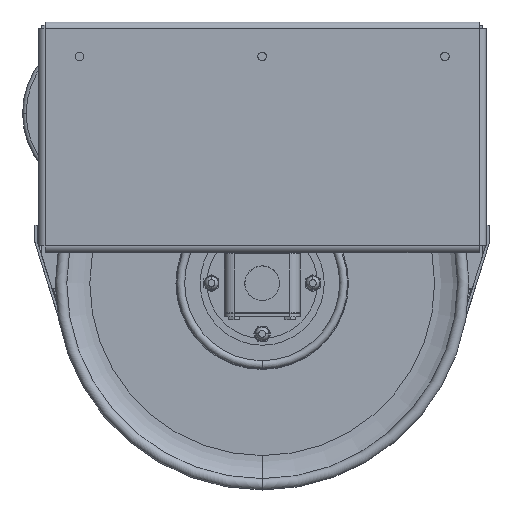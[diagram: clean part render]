
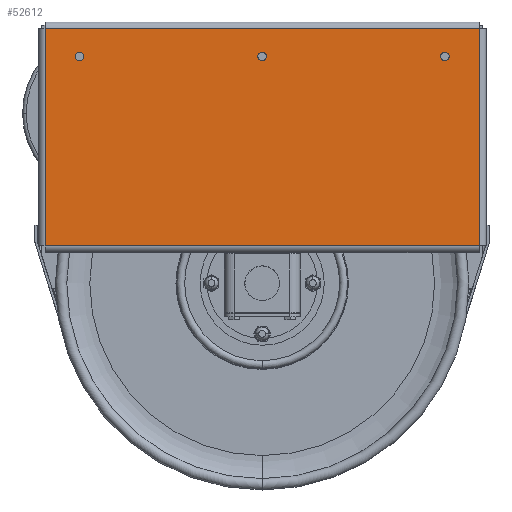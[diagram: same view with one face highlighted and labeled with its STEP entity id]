
A CAD part, front view. The second image highlights one B-rep face of the part: STEP entity #52612.
In plain terms, the highlighted planar face has unit normal (0, -1, 0).
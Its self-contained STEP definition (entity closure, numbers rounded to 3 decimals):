
#16108=DIRECTION('',(-1.,0.,0.));
#16109=VECTOR('',#16108,15.75);
#16110=CARTESIAN_POINT('',(16.,0.,-0.25));
#16111=LINE('',#16110,#16109);
#16116=CARTESIAN_POINT('',(8.125,0.,-1.25));
#16117=DIRECTION('',(0.,1.,0.));
#16118=DIRECTION('',(1.,0.,0.));
#16119=AXIS2_PLACEMENT_3D('',#16116,#16117,#16118);
#16121=CARTESIAN_POINT('',(8.125,0.,-1.25));
#16122=DIRECTION('',(0.,1.,0.));
#16123=DIRECTION('',(-1.,0.,0.));
#16124=AXIS2_PLACEMENT_3D('',#16121,#16122,#16123);
#16126=CARTESIAN_POINT('',(1.5,0.,-1.25));
#16127=DIRECTION('',(0.,1.,0.));
#16128=DIRECTION('',(1.,0.,0.));
#16129=AXIS2_PLACEMENT_3D('',#16126,#16127,#16128);
#16131=CARTESIAN_POINT('',(1.5,0.,-1.25));
#16132=DIRECTION('',(0.,1.,0.));
#16133=DIRECTION('',(-1.,0.,0.));
#16134=AXIS2_PLACEMENT_3D('',#16131,#16132,#16133);
#16136=CARTESIAN_POINT('',(14.75,0.,-1.25));
#16137=DIRECTION('',(0.,1.,0.));
#16138=DIRECTION('',(1.,0.,0.));
#16139=AXIS2_PLACEMENT_3D('',#16136,#16137,#16138);
#16141=CARTESIAN_POINT('',(14.75,0.,-1.25));
#16142=DIRECTION('',(0.,1.,0.));
#16143=DIRECTION('',(-1.,0.,0.));
#16144=AXIS2_PLACEMENT_3D('',#16141,#16142,#16143);
#16154=DIRECTION('',(1.,0.,0.));
#16155=VECTOR('',#16154,15.75);
#16156=CARTESIAN_POINT('',(0.25,0.,-8.125));
#16157=LINE('',#16156,#16155);
#18910=DIRECTION('',(0.,0.,1.));
#18911=VECTOR('',#18910,7.875);
#18912=CARTESIAN_POINT('',(16.,0.,-8.125));
#18913=LINE('',#18912,#18911);
#19095=DIRECTION('',(0.,0.,-1.));
#19096=VECTOR('',#19095,7.875);
#19097=CARTESIAN_POINT('',(0.25,0.,-0.25));
#19098=LINE('',#19097,#19096);
#29590=CARTESIAN_POINT('',(0.25,0.,-8.125));
#29591=CARTESIAN_POINT('',(16.,0.,-8.125));
#29592=VERTEX_POINT('',#29590);
#29593=VERTEX_POINT('',#29591);
#29594=CARTESIAN_POINT('',(0.25,0.,-0.25));
#29595=VERTEX_POINT('',#29594);
#29596=CARTESIAN_POINT('',(16.,0.,-0.25));
#29597=VERTEX_POINT('',#29596);
#29715=CARTESIAN_POINT('',(8.281,0.,-1.25));
#29717=VERTEX_POINT('',#29715);
#29718=CARTESIAN_POINT('',(7.969,0.,-1.25));
#29720=VERTEX_POINT('',#29718);
#29723=CARTESIAN_POINT('',(1.656,0.,-1.25));
#29725=VERTEX_POINT('',#29723);
#29726=CARTESIAN_POINT('',(1.344,0.,-1.25));
#29728=VERTEX_POINT('',#29726);
#29731=CARTESIAN_POINT('',(14.906,0.,-1.25));
#29733=VERTEX_POINT('',#29731);
#29734=CARTESIAN_POINT('',(14.594,0.,-1.25));
#29736=VERTEX_POINT('',#29734);
#52580=CARTESIAN_POINT('',(8.125,0.,-4.188));
#52581=DIRECTION('',(0.,1.,0.));
#52582=DIRECTION('',(-1.,0.,0.));
#52583=AXIS2_PLACEMENT_3D('',#52580,#52581,#52582);
#52584=PLANE('',#52583);
#52586=ORIENTED_EDGE('',*,*,#52585,.F.);
#52588=ORIENTED_EDGE('',*,*,#52587,.F.);
#52589=ORIENTED_EDGE('',*,*,#52571,.F.);
#52591=ORIENTED_EDGE('',*,*,#52590,.F.);
#52592=EDGE_LOOP('',(#52586,#52588,#52589,#52591));
#52593=FACE_OUTER_BOUND('',#52592,.F.);
#52595=ORIENTED_EDGE('',*,*,#52594,.F.);
#52597=ORIENTED_EDGE('',*,*,#52596,.F.);
#52598=EDGE_LOOP('',(#52595,#52597));
#52599=FACE_BOUND('',#52598,.F.);
#52601=ORIENTED_EDGE('',*,*,#52600,.F.);
#52603=ORIENTED_EDGE('',*,*,#52602,.F.);
#52604=EDGE_LOOP('',(#52601,#52603));
#52605=FACE_BOUND('',#52604,.F.);
#52607=ORIENTED_EDGE('',*,*,#52606,.F.);
#52609=ORIENTED_EDGE('',*,*,#52608,.F.);
#52610=EDGE_LOOP('',(#52607,#52609));
#52611=FACE_BOUND('',#52610,.F.);
#52612=ADVANCED_FACE('',(#52593,#52599,#52605,#52611),#52584,.F.);
#16120=CIRCLE('',#16119,0.156);
#16125=CIRCLE('',#16124,0.156);
#16130=CIRCLE('',#16129,0.156);
#16135=CIRCLE('',#16134,0.156);
#16140=CIRCLE('',#16139,0.156);
#16145=CIRCLE('',#16144,0.156);
#52571=EDGE_CURVE('',#29597,#29595,#16111,.T.);
#52585=EDGE_CURVE('',#29592,#29593,#16157,.T.);
#52587=EDGE_CURVE('',#29595,#29592,#19098,.T.);
#52590=EDGE_CURVE('',#29593,#29597,#18913,.T.);
#52594=EDGE_CURVE('',#29717,#29720,#16120,.T.);
#52596=EDGE_CURVE('',#29720,#29717,#16125,.T.);
#52600=EDGE_CURVE('',#29725,#29728,#16130,.T.);
#52602=EDGE_CURVE('',#29728,#29725,#16135,.T.);
#52606=EDGE_CURVE('',#29733,#29736,#16140,.T.);
#52608=EDGE_CURVE('',#29736,#29733,#16145,.T.);
